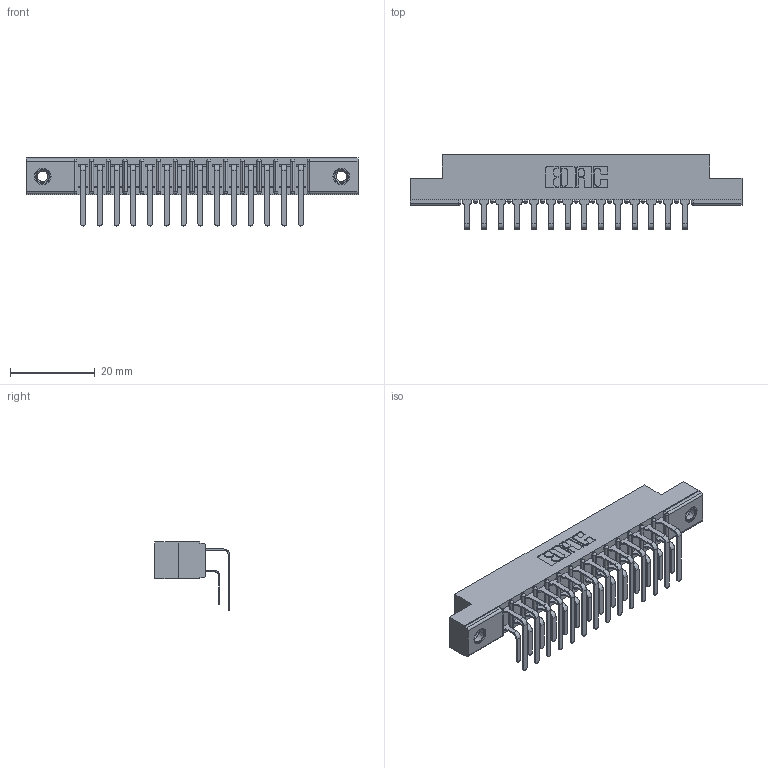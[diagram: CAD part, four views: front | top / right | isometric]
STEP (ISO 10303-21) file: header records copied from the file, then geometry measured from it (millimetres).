
FILE_DESCRIPTION (( 'STEP AP203' ), '1' );
FILE_NAME ('307-014-459-107.STEP', '2020-09-25T15:24:50', ( '' ), ( '' ), 'SwSTEP 2.0', 'SolidWorks 2020', '' );
FILE_SCHEMA (( 'CONFIG_CONTROL_DESIGN' ));
Length unit declared in the file: inch
Products named in the file (5): 307-014-459-107; 345-250-001_345-250-005-103; 307-290-001_558 559 - 1 (Single); 307 Part_.156 Dia Mounting Holes; 307-290-001_559 - 2 (Single)
Assembly tree (31 placements, depth 2):
  307-014-459-107
    307 Part_.156 Dia Mounting Holes
    307-290-001_558 559 - 1 (Single)  x14
    307-290-001_559 - 2 (Single)  x14
    345-250-001_345-250-005-103  x2
Bounding box: 78.49 x 17.69 x 16.08 mm (x, y, z)
Volume: 5245.3 mm3; surface area: 9584.3 mm2
Topology: 31 solids, 31 shells, 1593 faces, 4435 edges, 2870 vertices
Faces by surface type: plane 1026, cylinder 521, sphere 30, cone 12, torus 4
Entity records: 18534 total; most frequent: CARTESIAN_POINT 3027, ORIENTED_EDGE 2990, DIRECTION 2985, EDGE_CURVE 1495, LINE 1133, VECTOR 1133, VERTEX_POINT 968, AXIS2_PLACEMENT_3D 926
